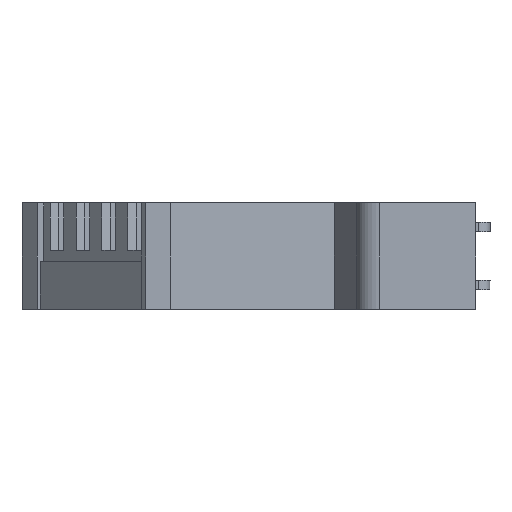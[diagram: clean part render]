
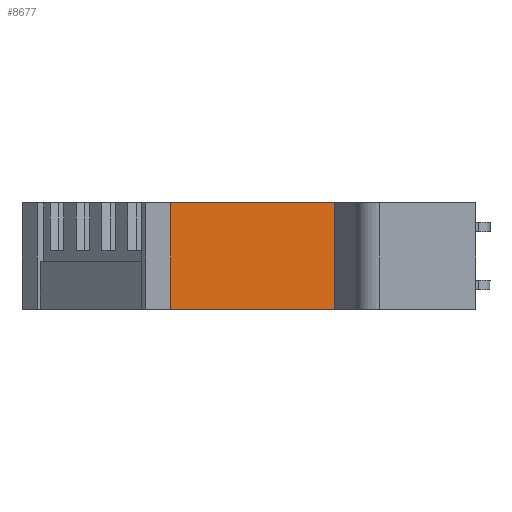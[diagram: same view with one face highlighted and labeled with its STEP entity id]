
A CAD part, left-side view. The second image highlights one B-rep face of the part: STEP entity #8677.
In plain terms, the highlighted planar face has unit normal (-0.994, -0.108, 0).
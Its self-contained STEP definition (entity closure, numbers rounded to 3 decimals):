
#1249 = FACE_OUTER_BOUND ( 'NONE', #18430, .T. ) ;
#1802 = DIRECTION ( 'NONE',  ( -0.108, 0.994, 0. ) ) ;
#2030 = VERTEX_POINT ( 'NONE', #6125 ) ;
#2467 = VECTOR ( 'NONE', #15009, 1000. ) ;
#3113 = DIRECTION ( 'NONE',  ( -0.108, 0.994, 0. ) ) ;
#5093 = EDGE_CURVE ( 'NONE', #2030, #7207, #14156, .T. ) ;
#6125 = CARTESIAN_POINT ( 'NONE',  ( -20.489, 9.5, 9. ) ) ;
#6242 = CARTESIAN_POINT ( 'NONE',  ( -22., 23.4, 9. ) ) ;
#6855 = DIRECTION ( 'NONE',  ( 0.994, 0.108, 0. ) ) ;
#6925 = ORIENTED_EDGE ( 'NONE', *, *, #5093, .F. ) ;
#7207 = VERTEX_POINT ( 'NONE', #18740 ) ;
#7354 = VECTOR ( 'NONE', #3113, 1000. ) ;
#7500 = CARTESIAN_POINT ( 'NONE',  ( -20.489, 9.5, 0. ) ) ;
#7605 = CARTESIAN_POINT ( 'NONE',  ( -22., 23.4, 0. ) ) ;
#8120 = LINE ( 'NONE', #18620, #24928 ) ;
#8677 = ADVANCED_FACE ( 'NONE', ( #1249 ), #11190, .F. ) ;
#8790 = EDGE_CURVE ( 'NONE', #7207, #26039, #13231, .T. ) ;
#11190 = PLANE ( 'NONE',  #26575 ) ;
#11521 = VECTOR ( 'NONE', #1802, 1000. ) ;
#13231 = LINE ( 'NONE', #7500, #7354 ) ;
#14156 = LINE ( 'NONE', #23721, #2467 ) ;
#14367 = EDGE_CURVE ( 'NONE', #24104, #26039, #8120, .T. ) ;
#14418 = DIRECTION ( 'NONE',  ( 0., 0., -1. ) ) ;
#15009 = DIRECTION ( 'NONE',  ( 0., 0., -1. ) ) ;
#15033 = EDGE_CURVE ( 'NONE', #2030, #24104, #22487, .T. ) ;
#17229 = ORIENTED_EDGE ( 'NONE', *, *, #14367, .T. ) ;
#18430 = EDGE_LOOP ( 'NONE', ( #17229, #23873, #6925, #19149 ) ) ;
#18620 = CARTESIAN_POINT ( 'NONE',  ( -22., 23.4, 44.004 ) ) ;
#18740 = CARTESIAN_POINT ( 'NONE',  ( -20.489, 9.5, 0. ) ) ;
#19149 = ORIENTED_EDGE ( 'NONE', *, *, #15033, .T. ) ;
#19981 = CARTESIAN_POINT ( 'NONE',  ( -22., 23.4, 44.004 ) ) ;
#22199 = DIRECTION ( 'NONE',  ( -0.108, 0.994, 0. ) ) ;
#22487 = LINE ( 'NONE', #28026, #11521 ) ;
#23721 = CARTESIAN_POINT ( 'NONE',  ( -20.489, 9.5, 44.004 ) ) ;
#23873 = ORIENTED_EDGE ( 'NONE', *, *, #8790, .F. ) ;
#24104 = VERTEX_POINT ( 'NONE', #6242 ) ;
#24928 = VECTOR ( 'NONE', #14418, 1000. ) ;
#26039 = VERTEX_POINT ( 'NONE', #7605 ) ;
#26575 = AXIS2_PLACEMENT_3D ( 'NONE', #19981, #6855, #22199 ) ;
#28026 = CARTESIAN_POINT ( 'NONE',  ( -22., 23.4, 9. ) ) ;
